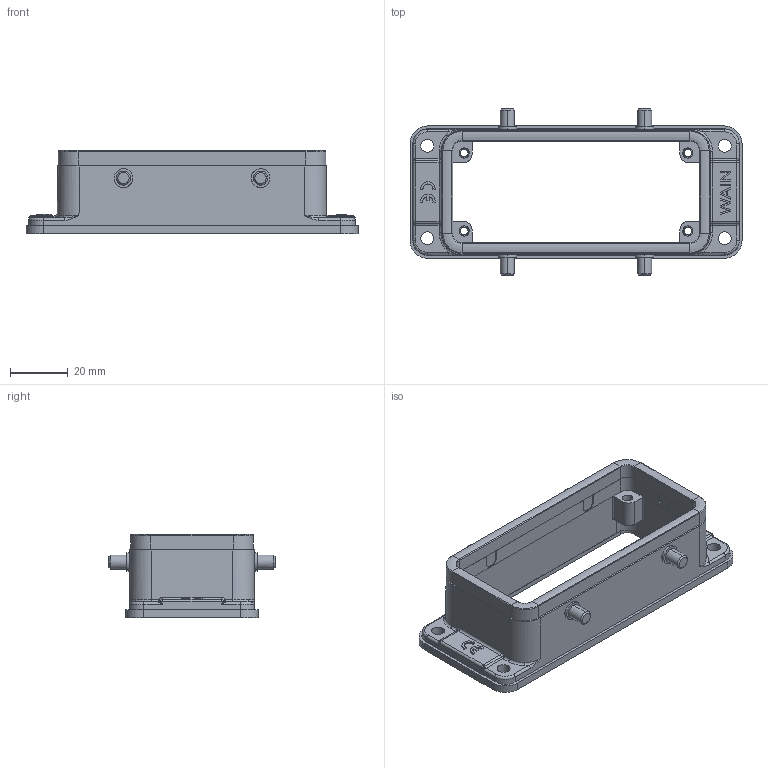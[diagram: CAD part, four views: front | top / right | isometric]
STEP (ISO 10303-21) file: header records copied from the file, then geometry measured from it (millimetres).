
FILE_DESCRIPTION(/* description */ (''),/* implementation_level */ '2;1');
FILE_NAME(/* name */ '3D_1240163301001_HV16B-BK-4B_V1.1.STP',/* time_stamp */ '2024-01-04T15:04:10+08:00',/* author */ (''),/* organization */ (''),/* preprocessor_version */ 'ST-DEVELOPER v18.1',/* originating_system */ 'SIEMENS PLM Software NX 1980',/* authorisation */ '');
FILE_SCHEMA (('AUTOMOTIVE_DESIGN { 1 0 10303 214 3 1 1 1 }'));
Length unit declared in the file: millimetre
Products named in the file (1): 14593830C5E2ps57
Bounding box: 115 x 57.67 x 28.98 mm (x, y, z)
Volume: 34253 mm3; surface area: 24210.1 mm2
Topology: 7 solids, 7 shells, 445 faces, 1156 edges, 725 vertices
Faces by surface type: plane 185, cylinder 177, torus 42, cone 16, bspline 14, sphere 8, revolution 2, extrusion 1
Entity records: 15110 total; most frequent: CARTESIAN_POINT 5061, ORIENTED_EDGE 2292, DIRECTION 1716, EDGE_CURVE 1146, VERTEX_POINT 725, AXIS2_PLACEMENT_3D 600, VECTOR 514, LINE 513
